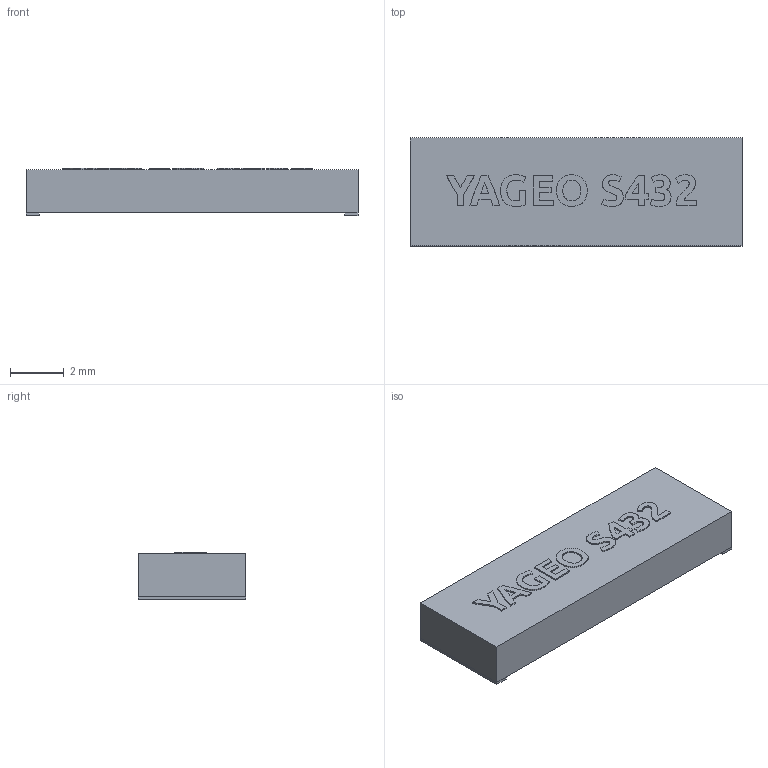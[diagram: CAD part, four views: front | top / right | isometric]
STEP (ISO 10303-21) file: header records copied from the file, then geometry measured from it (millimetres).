
FILE_DESCRIPTION(('FreeCAD Model'),'2;1');
FILE_NAME('YAGEO_S432.step','2018-05-17T15:12:11',('Author'),(''), 'Open CASCADE STEP processor 7.2','FreeCAD','Unknown');
FILE_SCHEMA(('AUTOMOTIVE_DESIGN { 1 0 10303 214 1 1 1 1 }'));
Length unit declared in the file: millimetre
Products named in the file (1): Fusion001
Bounding box: 12.3 x 4 x 1.75 mm (x, y, z)
Volume: 79.4 mm3; surface area: 154.7 mm2
Topology: 1 solids, 1 shells, 271 faces, 763 edges, 506 vertices
Faces by surface type: extrusion 194, plane 77
Entity records: 11445 total; most frequent: CARTESIAN_POINT 3298, ORIENTED_EDGE 1526, EDGE_CURVE 763, DIRECTION 725, B_SPLINE_CURVE_WITH_KNOTS 582, VECTOR 569, VERTEX_POINT 506, LINE 375
